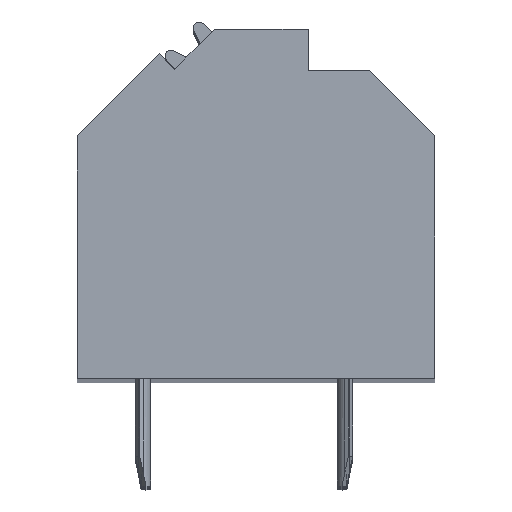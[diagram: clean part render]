
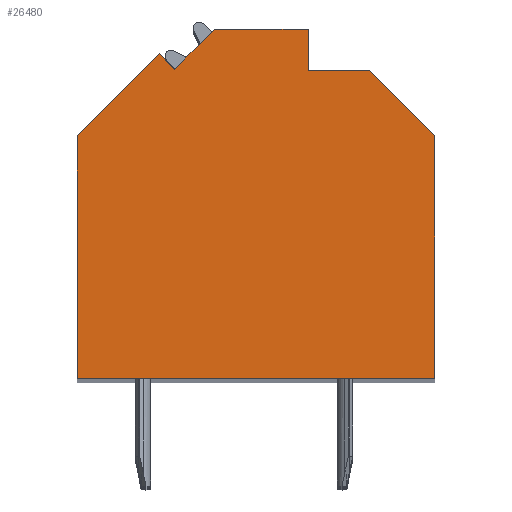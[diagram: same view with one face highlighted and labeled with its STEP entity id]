
A CAD part, top view. The second image highlights one B-rep face of the part: STEP entity #26480.
In plain terms, the highlighted planar face has unit normal (0, 0, 1).
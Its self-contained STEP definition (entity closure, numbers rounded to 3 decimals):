
#8249=DIRECTION('',(-0.707,-0.707,0.));
#8250=VECTOR('',#8249,1.897);
#8251=CARTESIAN_POINT('',(-1.39,5.718,79.605));
#8252=LINE('',#8251,#8250);
#8253=DIRECTION('',(-1.,0.,0.));
#8254=VECTOR('',#8253,3.14);
#8255=CARTESIAN_POINT('',(1.75,5.718,79.605));
#8256=LINE('',#8255,#8254);
#8257=DIRECTION('',(0.,1.,0.));
#8258=VECTOR('',#8257,1.368);
#8259=CARTESIAN_POINT('',(1.75,4.35,79.605));
#8260=LINE('',#8259,#8258);
#8261=DIRECTION('',(-1.,0.,0.));
#8262=VECTOR('',#8261,2.05);
#8263=CARTESIAN_POINT('',(3.8,4.35,79.605));
#8264=LINE('',#8263,#8262);
#8265=DIRECTION('',(-0.707,0.707,0.));
#8266=VECTOR('',#8265,3.111);
#8267=CARTESIAN_POINT('',(6.,2.15,79.605));
#8268=LINE('',#8267,#8266);
#8269=DIRECTION('',(0.,1.,0.));
#8270=VECTOR('',#8269,8.15);
#8271=CARTESIAN_POINT('',(6.,-6.,79.605));
#8272=LINE('',#8271,#8270);
#8273=DIRECTION('',(1.,0.,0.));
#8274=VECTOR('',#8273,12.);
#8275=CARTESIAN_POINT('',(-6.,-6.,79.605));
#8276=LINE('',#8275,#8274);
#8277=DIRECTION('',(0.,-1.,0.));
#8278=VECTOR('',#8277,8.14);
#8279=CARTESIAN_POINT('',(-6.,2.14,79.605));
#8280=LINE('',#8279,#8278);
#8281=DIRECTION('',(-0.707,-0.707,0.));
#8282=VECTOR('',#8281,3.892);
#8283=CARTESIAN_POINT('',(-3.248,4.892,79.605));
#8284=LINE('',#8283,#8282);
#8285=DIRECTION('',(-0.707,0.707,0.));
#8286=VECTOR('',#8285,0.73);
#8287=CARTESIAN_POINT('',(-2.732,4.376,79.605));
#8288=LINE('',#8287,#8286);
#12305=CARTESIAN_POINT('',(-1.39,5.718,79.605));
#12306=CARTESIAN_POINT('',(-2.732,4.376,79.605));
#12307=VERTEX_POINT('',#12305);
#12308=VERTEX_POINT('',#12306);
#12309=CARTESIAN_POINT('',(-3.248,4.892,79.605));
#12310=VERTEX_POINT('',#12309);
#12311=CARTESIAN_POINT('',(-6.,2.14,79.605));
#12312=VERTEX_POINT('',#12311);
#12313=CARTESIAN_POINT('',(-6.,-6.,79.605));
#12314=VERTEX_POINT('',#12313);
#12315=CARTESIAN_POINT('',(6.,-6.,79.605));
#12316=VERTEX_POINT('',#12315);
#12317=CARTESIAN_POINT('',(6.,2.15,79.605));
#12318=VERTEX_POINT('',#12317);
#12319=CARTESIAN_POINT('',(3.8,4.35,79.605));
#12320=VERTEX_POINT('',#12319);
#12321=CARTESIAN_POINT('',(1.75,4.35,79.605));
#12322=VERTEX_POINT('',#12321);
#12323=CARTESIAN_POINT('',(1.75,5.718,79.605));
#12324=VERTEX_POINT('',#12323);
#26463=CARTESIAN_POINT('',(0.,0.,79.605));
#26464=DIRECTION('',(0.,0.,1.));
#26465=DIRECTION('',(1.,0.,0.));
#26466=AXIS2_PLACEMENT_3D('',#26463,#26464,#26465);
#26467=PLANE('',#26466);
#26468=ORIENTED_EDGE('',*,*,#16541,.F.);
#26469=ORIENTED_EDGE('',*,*,#20734,.F.);
#26470=ORIENTED_EDGE('',*,*,#20748,.F.);
#26471=ORIENTED_EDGE('',*,*,#20762,.F.);
#26472=ORIENTED_EDGE('',*,*,#20776,.F.);
#26473=ORIENTED_EDGE('',*,*,#20790,.F.);
#26474=ORIENTED_EDGE('',*,*,#20804,.F.);
#26475=ORIENTED_EDGE('',*,*,#21577,.F.);
#26476=ORIENTED_EDGE('',*,*,#22189,.F.);
#26477=ORIENTED_EDGE('',*,*,#16056,.F.);
#26478=EDGE_LOOP('',(#26468,#26469,#26470,#26471,#26472,#26473,#26474,#26475,
#26476,#26477));
#26479=FACE_OUTER_BOUND('',#26478,.F.);
#16056=EDGE_CURVE('',#12308,#12310,#8288,.T.);
#16541=EDGE_CURVE('',#12307,#12308,#8252,.T.);
#20734=EDGE_CURVE('',#12324,#12307,#8256,.T.);
#20748=EDGE_CURVE('',#12322,#12324,#8260,.T.);
#20762=EDGE_CURVE('',#12320,#12322,#8264,.T.);
#20776=EDGE_CURVE('',#12318,#12320,#8268,.T.);
#20790=EDGE_CURVE('',#12316,#12318,#8272,.T.);
#20804=EDGE_CURVE('',#12314,#12316,#8276,.T.);
#21577=EDGE_CURVE('',#12312,#12314,#8280,.T.);
#22189=EDGE_CURVE('',#12310,#12312,#8284,.T.);
#26480=ADVANCED_FACE('',(#26479),#26467,.T.);
